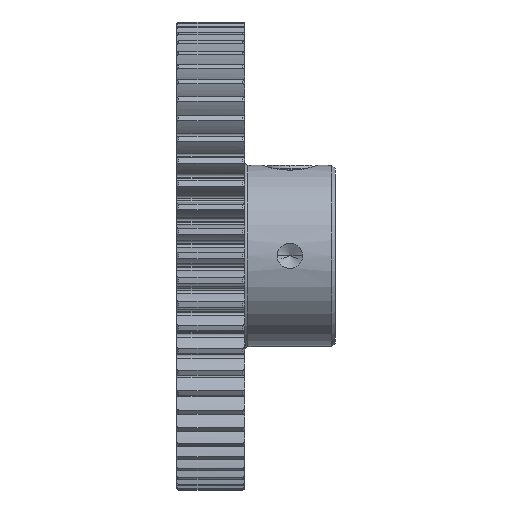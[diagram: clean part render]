
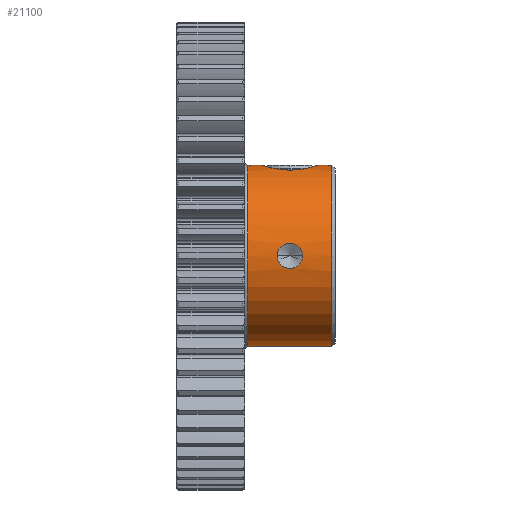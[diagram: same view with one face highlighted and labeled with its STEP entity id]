
A CAD part, top view. The second image highlights one B-rep face of the part: STEP entity #21100.
In plain terms, the highlighted cylindrical face has radius 6.35 mm (diameter 12.7 mm), a partial arc.
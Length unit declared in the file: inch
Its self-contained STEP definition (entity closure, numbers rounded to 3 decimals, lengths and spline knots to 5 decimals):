
#9289=CARTESIAN_POINT('',(0.10287,0.,0.));
#9290=DIRECTION('',(1.,0.,0.));
#9291=DIRECTION('',(0.,1.,0.));
#9292=AXIS2_PLACEMENT_3D('',#9289,#9290,#9291);
#9294=CARTESIAN_POINT('',(0.33413,0.,0.));
#9295=DIRECTION('',(1.,0.,0.));
#9296=DIRECTION('',(0.,1.,0.));
#9297=AXIS2_PLACEMENT_3D('',#9294,#9295,#9296);
#9299=CARTESIAN_POINT('',(0.2535,0.,0.25));
#9300=CARTESIAN_POINT('',(0.2535,-0.00309,0.25));
#9301=CARTESIAN_POINT('',(0.25272,-0.00905,
0.24989));
#9302=CARTESIAN_POINT('',(0.24918,-0.01768,
0.24942));
#9303=CARTESIAN_POINT('',(0.24355,-0.02501,
0.24877));
#9304=CARTESIAN_POINT('',(0.23621,-0.03065,
0.24813));
#9305=CARTESIAN_POINT('',(0.22767,-0.03419,
0.24765));
#9306=CARTESIAN_POINT('',(0.21851,-0.0354,
0.24748));
#9307=CARTESIAN_POINT('',(0.20934,-0.0342,
0.24765));
#9308=CARTESIAN_POINT('',(0.2008,-0.03066,
0.24813));
#9309=CARTESIAN_POINT('',(0.19345,-0.02502,
0.24877));
#9310=CARTESIAN_POINT('',(0.18782,-0.01768,
0.24942));
#9311=CARTESIAN_POINT('',(0.18428,-0.00905,
0.24989));
#9312=CARTESIAN_POINT('',(0.1835,-0.00309,0.25));
#9313=CARTESIAN_POINT('',(0.1835,0.,0.25));
#9315=CARTESIAN_POINT('',(0.1835,0.,0.25));
#9316=CARTESIAN_POINT('',(0.1835,0.00309,0.25));
#9317=CARTESIAN_POINT('',(0.18428,0.00905,
0.24989));
#9318=CARTESIAN_POINT('',(0.18782,0.01768,
0.24942));
#9319=CARTESIAN_POINT('',(0.19345,0.02501,
0.24877));
#9320=CARTESIAN_POINT('',(0.20079,0.03065,
0.24813));
#9321=CARTESIAN_POINT('',(0.20933,0.03419,
0.24765));
#9322=CARTESIAN_POINT('',(0.21849,0.0354,
0.24748));
#9323=CARTESIAN_POINT('',(0.22766,0.0342,
0.24765));
#9324=CARTESIAN_POINT('',(0.2362,0.03066,
0.24813));
#9325=CARTESIAN_POINT('',(0.24355,0.02502,
0.24877));
#9326=CARTESIAN_POINT('',(0.24918,0.01768,
0.24942));
#9327=CARTESIAN_POINT('',(0.25272,0.00905,
0.24989));
#9328=CARTESIAN_POINT('',(0.2535,0.00309,0.25));
#9329=CARTESIAN_POINT('',(0.2535,0.,0.25));
#9331=CARTESIAN_POINT('',(0.2955,0.25,
0.));
#9332=CARTESIAN_POINT('',(0.2955,0.25,
0.00563));
#9333=CARTESIAN_POINT('',(0.29437,0.24963,
0.01669));
#9334=CARTESIAN_POINT('',(0.28923,0.24799,
0.03296));
#9335=CARTESIAN_POINT('',(0.28081,0.24553,
0.04776));
#9336=CARTESIAN_POINT('',(0.26957,0.2427,
0.06033));
#9337=CARTESIAN_POINT('',(0.25626,0.24005,
0.06998));
#9338=CARTESIAN_POINT('',(0.24159,0.23804,
0.07646));
#9339=CARTESIAN_POINT('',(0.22626,0.23696,
0.07968));
#9340=CARTESIAN_POINT('',(0.21074,0.23696,
0.07968));
#9341=CARTESIAN_POINT('',(0.19541,0.23804,
0.07646));
#9342=CARTESIAN_POINT('',(0.18073,0.24005,
0.06998));
#9343=CARTESIAN_POINT('',(0.16743,0.2427,
0.06033));
#9344=CARTESIAN_POINT('',(0.15619,0.24553,
0.04776));
#9345=CARTESIAN_POINT('',(0.14777,0.24799,
0.03296));
#9346=CARTESIAN_POINT('',(0.14263,0.24962,
0.01671));
#9347=CARTESIAN_POINT('',(0.1415,0.25,
0.00564));
#9348=CARTESIAN_POINT('',(0.1415,0.25,
0.));
#9374=CARTESIAN_POINT('',(0.1415,0.25,
0.));
#9391=CARTESIAN_POINT('',(0.2955,0.25,
0.));
#9417=DIRECTION('',(-1.,0.,0.));
#9418=VECTOR('',#9417,0.03863);
#9419=CARTESIAN_POINT('',(0.1415,0.25,
0.));
#9420=LINE('',#9419,#9418);
#9421=DIRECTION('',(-1.,0.,0.));
#9422=VECTOR('',#9421,0.23127);
#9423=CARTESIAN_POINT('',(0.33413,-0.25,0.));
#9424=LINE('',#9423,#9422);
#9430=DIRECTION('',(-1.,0.,0.));
#9431=VECTOR('',#9430,0.03863);
#9432=CARTESIAN_POINT('',(0.33413,0.25,0.));
#9433=LINE('',#9432,#9431);
#11391=CARTESIAN_POINT('',(0.33413,0.25,0.));
#11393=VERTEX_POINT('',#11391);
#11395=CARTESIAN_POINT('',(0.33413,-0.25,0.));
#11397=VERTEX_POINT('',#11395);
#11402=CARTESIAN_POINT('',(0.10287,-0.25,0.));
#11403=CARTESIAN_POINT('',(0.10287,0.25,0.));
#11404=VERTEX_POINT('',#11402);
#11405=VERTEX_POINT('',#11403);
#11408=VERTEX_POINT('',#9374);
#11409=VERTEX_POINT('',#9391);
#11418=VERTEX_POINT('',#9299);
#11419=VERTEX_POINT('',#9313);
#21076=CARTESIAN_POINT('',(-0.01718,0.,0.));
#21077=DIRECTION('',(1.,0.,0.));
#21078=DIRECTION('',(0.,-1.,0.));
#21079=AXIS2_PLACEMENT_3D('',#21076,#21077,#21078);
#21080=CYLINDRICAL_SURFACE('',#21079,0.25);
#21082=ORIENTED_EDGE('',*,*,#21081,.F.);
#21084=ORIENTED_EDGE('',*,*,#21083,.F.);
#21086=ORIENTED_EDGE('',*,*,#21085,.T.);
#21088=ORIENTED_EDGE('',*,*,#21087,.T.);
#21089=ORIENTED_EDGE('',*,*,#21070,.F.);
#21091=ORIENTED_EDGE('',*,*,#21090,.F.);
#21092=EDGE_LOOP('',(#21082,#21084,#21086,#21088,#21089,#21091));
#21093=FACE_OUTER_BOUND('',#21092,.F.);
#21095=ORIENTED_EDGE('',*,*,#21094,.F.);
#21097=ORIENTED_EDGE('',*,*,#21096,.F.);
#21098=EDGE_LOOP('',(#21095,#21097));
#21099=FACE_BOUND('',#21098,.F.);
#9293=CIRCLE('',#9292,0.25);
#9298=CIRCLE('',#9297,0.25);
#9314=B_SPLINE_CURVE_WITH_KNOTS('',3,(#9299,#9300,#9301,#9302,#9303,#9304,#9305,
#9306,#9307,#9308,#9309,#9310,#9311,#9312,#9313),.UNSPECIFIED.,.F.,.F.,(4,1,1,1,
1,1,1,1,1,1,1,1,4),(0.,0.08333,0.16667,0.25,
0.33333,0.41667,0.5,0.58333,0.66667,
0.75,0.83333,0.91667,1.),.UNSPECIFIED.);
#9330=B_SPLINE_CURVE_WITH_KNOTS('',3,(#9315,#9316,#9317,#9318,#9319,#9320,#9321,
#9322,#9323,#9324,#9325,#9326,#9327,#9328,#9329),.UNSPECIFIED.,.F.,.F.,(4,1,1,1,
1,1,1,1,1,1,1,1,4),(0.,0.08333,0.16667,0.25,
0.33333,0.41667,0.5,0.58333,0.66667,
0.75,0.83333,0.91667,1.),.UNSPECIFIED.);
#9349=B_SPLINE_CURVE_WITH_KNOTS('',3,(#9331,#9332,#9333,#9334,#9335,#9336,#9337,
#9338,#9339,#9340,#9341,#9342,#9343,#9344,#9345,#9346,#9347,#9348),
.UNSPECIFIED.,.F.,.F.,(4,1,1,1,1,1,1,1,1,1,1,1,1,1,1,4),(0.,0.06667,
0.13333,0.2,0.26667,0.33333,0.4,
0.46667,0.53333,0.6,0.66667,0.73333,
0.8,0.86667,0.93333,1.),.UNSPECIFIED.);
#21070=EDGE_CURVE('',#11405,#11404,#9293,.T.);
#21081=EDGE_CURVE('',#11409,#11408,#9349,.T.);
#21083=EDGE_CURVE('',#11393,#11409,#9433,.T.);
#21085=EDGE_CURVE('',#11393,#11397,#9298,.T.);
#21087=EDGE_CURVE('',#11397,#11404,#9424,.T.);
#21090=EDGE_CURVE('',#11408,#11405,#9420,.T.);
#21094=EDGE_CURVE('',#11418,#11419,#9314,.T.);
#21096=EDGE_CURVE('',#11419,#11418,#9330,.T.);
#21100=ADVANCED_FACE('',(#21093,#21099),#21080,.T.);
